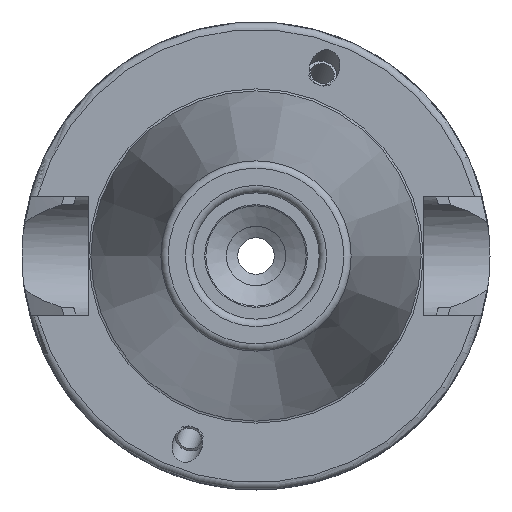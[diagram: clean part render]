
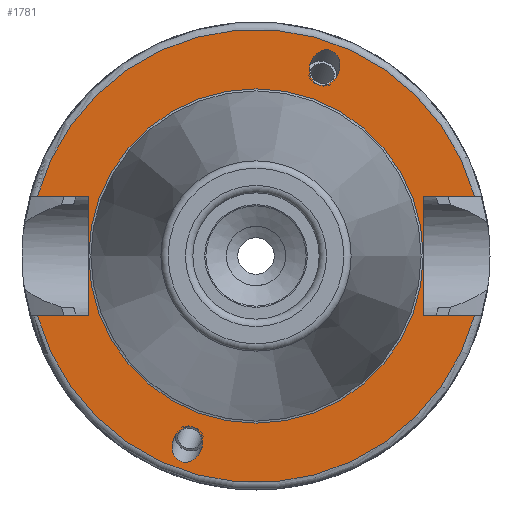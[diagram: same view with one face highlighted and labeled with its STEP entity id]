
A CAD part, left-side view. The second image highlights one B-rep face of the part: STEP entity #1781.
In plain terms, the highlighted planar face has unit normal (-1, 0, 0).
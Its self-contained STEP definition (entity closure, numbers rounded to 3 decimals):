
#27=ELLIPSE('',#1956,2.442,2.);
#36=ELLIPSE('',#1984,2.442,2.);
#55=PLANE('',#2061);
#89=FACE_BOUND('',#341,.T.);
#90=FACE_BOUND('',#342,.T.);
#91=FACE_BOUND('',#343,.T.);
#236=FACE_OUTER_BOUND('',#340,.T.);
#340=EDGE_LOOP('',(#1632,#1633,#1634,#1635,#1636,#1637,#1638,#1639));
#341=EDGE_LOOP('',(#1640));
#342=EDGE_LOOP('',(#1641));
#343=EDGE_LOOP('',(#1642,#1643));
#395=LINE('',#3251,#468);
#399=LINE('',#3259,#472);
#402=LINE('',#3279,#475);
#413=LINE('',#3381,#486);
#416=LINE('',#3402,#489);
#418=LINE('',#3405,#491);
#468=VECTOR('',#2489,10.);
#472=VECTOR('',#2495,10.);
#475=VECTOR('',#2500,10.);
#486=VECTOR('',#2557,10.);
#489=VECTOR('',#2562,10.);
#491=VECTOR('',#2566,10.);
#617=CIRCLE('',#2014,30.5);
#646=CIRCLE('',#2059,22.5);
#647=CIRCLE('',#2060,22.5);
#648=CIRCLE('',#2062,30.5);
#751=VERTEX_POINT('',#3071);
#771=VERTEX_POINT('',#3162);
#790=VERTEX_POINT('',#3239);
#791=VERTEX_POINT('',#3250);
#793=VERTEX_POINT('',#3256);
#794=VERTEX_POINT('',#3258);
#810=VERTEX_POINT('',#3341);
#817=VERTEX_POINT('',#3378);
#818=VERTEX_POINT('',#3380);
#822=VERTEX_POINT('',#3401);
#846=VERTEX_POINT('',#3473);
#847=VERTEX_POINT('',#3475);
#985=EDGE_CURVE('',#751,#751,#27,.T.);
#1013=EDGE_CURVE('',#771,#771,#36,.T.);
#1035=EDGE_CURVE('',#791,#790,#395,.T.);
#1039=EDGE_CURVE('',#794,#793,#399,.T.);
#1044=EDGE_CURVE('',#793,#791,#402,.T.);
#1065=EDGE_CURVE('',#794,#810,#617,.T.);
#1075=EDGE_CURVE('',#818,#817,#413,.T.);
#1080=EDGE_CURVE('',#822,#810,#416,.T.);
#1082=EDGE_CURVE('',#817,#822,#418,.T.);
#1116=EDGE_CURVE('',#847,#846,#646,.T.);
#1117=EDGE_CURVE('',#846,#847,#647,.T.);
#1118=EDGE_CURVE('',#818,#790,#648,.T.);
#1632=ORIENTED_EDGE('',*,*,#1035,.T.);
#1633=ORIENTED_EDGE('',*,*,#1118,.F.);
#1634=ORIENTED_EDGE('',*,*,#1075,.T.);
#1635=ORIENTED_EDGE('',*,*,#1082,.T.);
#1636=ORIENTED_EDGE('',*,*,#1080,.T.);
#1637=ORIENTED_EDGE('',*,*,#1065,.F.);
#1638=ORIENTED_EDGE('',*,*,#1039,.T.);
#1639=ORIENTED_EDGE('',*,*,#1044,.T.);
#1640=ORIENTED_EDGE('',*,*,#985,.T.);
#1641=ORIENTED_EDGE('',*,*,#1013,.T.);
#1642=ORIENTED_EDGE('',*,*,#1116,.T.);
#1643=ORIENTED_EDGE('',*,*,#1117,.T.);
#1781=ADVANCED_FACE('',(#236,#89,#90,#91),#55,.T.);
#1956=AXIS2_PLACEMENT_3D('',#3073,#2399,#2400);
#1984=AXIS2_PLACEMENT_3D('',#3164,#2462,#2463);
#2014=AXIS2_PLACEMENT_3D('',#3342,#2544,#2545);
#2059=AXIS2_PLACEMENT_3D('',#3476,#2651,#2652);
#2060=AXIS2_PLACEMENT_3D('',#3477,#2653,#2654);
#2061=AXIS2_PLACEMENT_3D('',#3478,#2655,#2656);
#2062=AXIS2_PLACEMENT_3D('',#3479,#2657,#2658);
#2399=DIRECTION('center_axis',(1.,0.,0.));
#2400=DIRECTION('ref_axis',(0.,-0.342,0.94));
#2462=DIRECTION('center_axis',(1.,0.,0.));
#2463=DIRECTION('ref_axis',(0.,0.342,-0.94));
#2489=DIRECTION('',(0.,-1.,0.));
#2495=DIRECTION('',(0.,1.,0.));
#2500=DIRECTION('',(0.,0.,1.));
#2544=DIRECTION('center_axis',(1.,0.,0.));
#2545=DIRECTION('ref_axis',(0.,0.,-1.));
#2557=DIRECTION('',(0.,-1.,0.));
#2562=DIRECTION('',(0.,1.,0.));
#2566=DIRECTION('',(0.,0.,-1.));
#2651=DIRECTION('center_axis',(1.,0.,0.));
#2652=DIRECTION('ref_axis',(0.,0.,-1.));
#2653=DIRECTION('center_axis',(1.,0.,0.));
#2654=DIRECTION('ref_axis',(0.,0.,-1.));
#2655=DIRECTION('center_axis',(-1.,0.,0.));
#2656=DIRECTION('ref_axis',(0.,0.,1.));
#2657=DIRECTION('center_axis',(1.,0.,0.));
#2658=DIRECTION('ref_axis',(0.,0.,-1.));
#3071=CARTESIAN_POINT('',(2.,-8.399,23.077));
#3073=CARTESIAN_POINT('Origin',(2.,-9.235,25.372));
#3162=CARTESIAN_POINT('',(2.,8.399,-23.077));
#3164=CARTESIAN_POINT('Origin',(2.,9.235,-25.372));
#3239=CARTESIAN_POINT('',(2.,-29.418,8.05));
#3250=CARTESIAN_POINT('',(2.,-22.6,8.05));
#3251=CARTESIAN_POINT('',(2.,3.95,8.05));
#3256=CARTESIAN_POINT('',(2.,-22.6,-8.05));
#3258=CARTESIAN_POINT('',(2.,-29.418,-8.05));
#3259=CARTESIAN_POINT('',(2.,3.95,-8.05));
#3279=CARTESIAN_POINT('',(2.,-22.6,0.));
#3341=CARTESIAN_POINT('',(2.,29.418,-8.05));
#3342=CARTESIAN_POINT('Origin',(2.,0.,0.));
#3378=CARTESIAN_POINT('',(2.,22.6,8.05));
#3380=CARTESIAN_POINT('',(2.,29.418,8.05));
#3381=CARTESIAN_POINT('',(2.,26.55,8.05));
#3401=CARTESIAN_POINT('',(2.,22.6,-8.05));
#3402=CARTESIAN_POINT('',(2.,26.55,-8.05));
#3405=CARTESIAN_POINT('',(2.,22.6,0.));
#3473=CARTESIAN_POINT('',(2.,0.,22.5));
#3475=CARTESIAN_POINT('',(2.,22.5,0.));
#3476=CARTESIAN_POINT('Origin',(2.,0.,0.));
#3477=CARTESIAN_POINT('Origin',(2.,0.,0.));
#3478=CARTESIAN_POINT('Origin',(2.,30.5,0.));
#3479=CARTESIAN_POINT('Origin',(2.,0.,0.));
